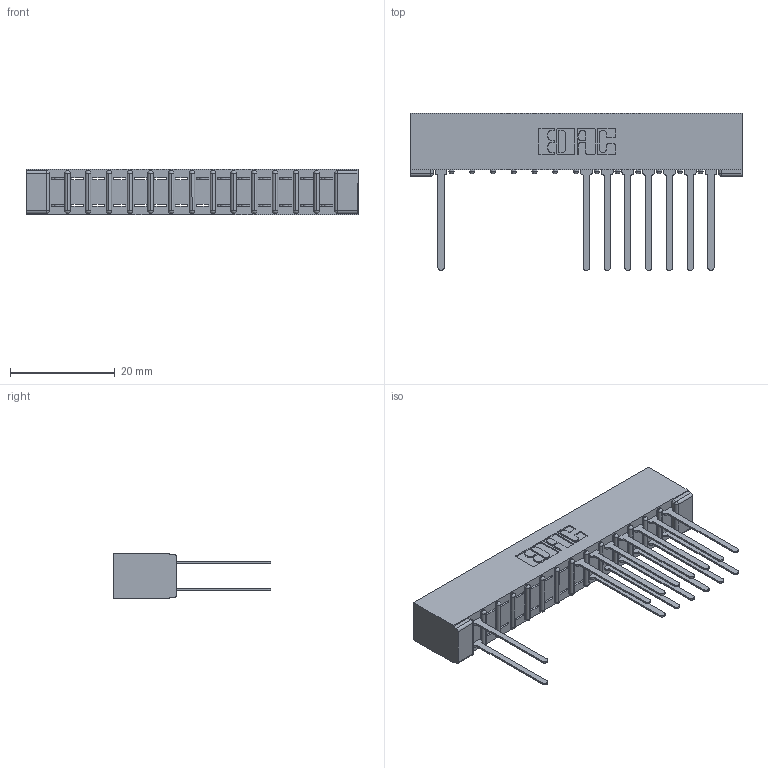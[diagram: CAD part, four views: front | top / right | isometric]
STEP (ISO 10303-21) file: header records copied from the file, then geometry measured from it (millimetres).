
FILE_DESCRIPTION (( 'STEP AP203' ), '1' );
FILE_NAME ('307-028-540-201.STEP', '2018-08-04T16:52:04', ( '' ), ( '' ), 'SwSTEP 2.0', 'SolidWorks 2016', '' );
FILE_SCHEMA (( 'CONFIG_CONTROL_DESIGN' ));
Length unit declared in the file: inch
Products named in the file (3): 307-290-001_540; 307-028-540-201; 307 Part_No Mounting Lugs
Assembly tree (16 placements, depth 2):
  307-028-540-201
    307 Part_No Mounting Lugs
    307-290-001_540  x15
Bounding box: 63.35 x 30 x 8.71 mm (x, y, z)
Volume: 4293.1 mm3; surface area: 7120 mm2
Topology: 16 solids, 16 shells, 945 faces, 2665 edges, 1714 vertices
Faces by surface type: plane 609, cylinder 306, sphere 30
Entity records: 15176 total; most frequent: CARTESIAN_POINT 2541, ORIENTED_EDGE 2526, DIRECTION 2487, EDGE_CURVE 1263, LINE 959, VECTOR 959, VERTEX_POINT 818, AXIS2_PLACEMENT_3D 764
